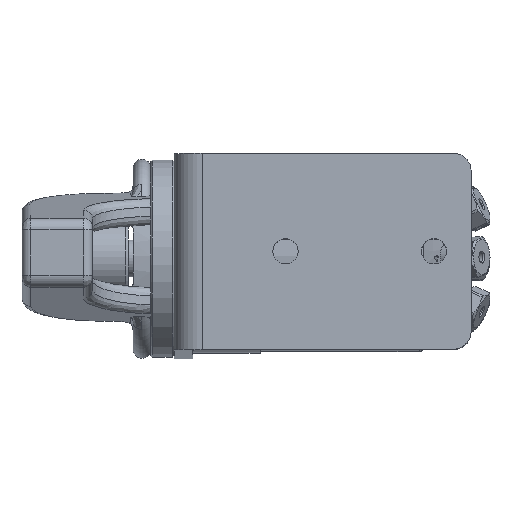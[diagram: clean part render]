
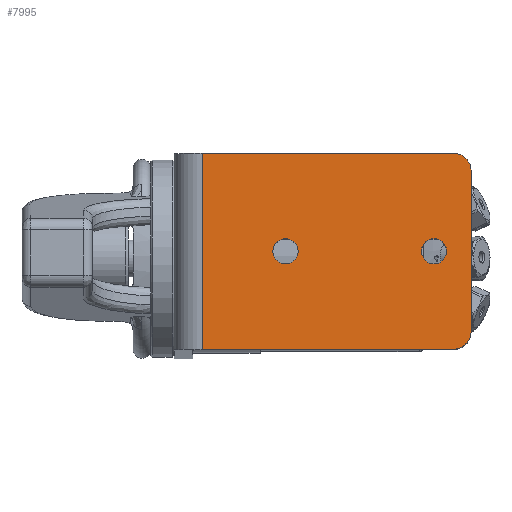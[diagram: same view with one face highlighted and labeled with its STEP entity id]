
A CAD part, front view. The second image highlights one B-rep face of the part: STEP entity #7995.
In plain terms, the highlighted planar face has unit normal (0, -1, 0.027).
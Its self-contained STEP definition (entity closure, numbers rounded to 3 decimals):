
#7641=CARTESIAN_POINT('',(53.684,-0.253,-3.852));
#7642=VERTEX_POINT('',#7641);
#7649=CARTESIAN_POINT('',(56.734,-0.335,-6.901));
#7650=VERTEX_POINT('',#7649);
#7651=CARTESIAN_POINT('',(53.684,-0.335,-6.901));
#7652=DIRECTION('',(0.,1.,-0.027));
#7653=DIRECTION('',(0.707,0.019,0.707));
#7654=AXIS2_PLACEMENT_3D('',#7651,#7652,#7653);
#7655=CIRCLE('',#7654,3.05);
#7656=EDGE_CURVE('',#7642,#7650,#7655,.T.);
#7673=CARTESIAN_POINT('',(56.734,-1.078,-34.319));
#7674=VERTEX_POINT('',#7673);
#7675=CARTESIAN_POINT('',(56.734,-0.335,-6.901));
#7676=DIRECTION('',(0.,-0.027,-1.));
#7677=VECTOR('',#7676,27.428);
#7678=LINE('',#7675,#7677);
#7679=EDGE_CURVE('',#7650,#7674,#7678,.T.);
#7713=CARTESIAN_POINT('',(53.684,-1.161,-37.368));
#7714=VERTEX_POINT('',#7713);
#7715=CARTESIAN_POINT('',(53.684,-1.078,-34.319));
#7716=DIRECTION('',(0.,1.,-0.027));
#7717=DIRECTION('',(0.707,-0.019,-0.707));
#7718=AXIS2_PLACEMENT_3D('',#7715,#7716,#7717);
#7719=CIRCLE('',#7718,3.05);
#7720=EDGE_CURVE('',#7674,#7714,#7719,.T.);
#7937=CARTESIAN_POINT('',(22.824,-0.707,-20.61));
#7938=VERTEX_POINT('',#7937);
#7939=CARTESIAN_POINT('',(24.984,-0.707,-20.61));
#7940=DIRECTION('',(0.0,1.,-0.027));
#7941=DIRECTION('',(1.0,0.0,0.0));
#7942=AXIS2_PLACEMENT_3D('',#7939,#7940,#7941);
#7943=CIRCLE('',#7942,2.16);
#7944=EDGE_CURVE('',#7938,#7938,#7943,.T.);
#7949=CARTESIAN_POINT('',(5.934,-0.253,-3.852));
#7950=DIRECTION('',(0.,-1.,0.027));
#7951=DIRECTION('',(0.,-0.027,-1.));
#7952=AXIS2_PLACEMENT_3D('',#7949,#7950,#7951);
#7953=PLANE('',#7952);
#7954=CARTESIAN_POINT('',(10.764,-1.161,-37.368));
#7955=VERTEX_POINT('',#7954);
#7956=CARTESIAN_POINT('',(10.764,-0.253,-3.852));
#7957=VERTEX_POINT('',#7956);
#7958=CARTESIAN_POINT('',(10.764,-1.161,-37.368));
#7959=DIRECTION('',(0.,0.027,1.));
#7960=VECTOR('',#7959,33.528);
#7961=LINE('',#7958,#7960);
#7962=EDGE_CURVE('',#7955,#7957,#7961,.T.);
#7963=ORIENTED_EDGE('',*,*,#7962,.F.);
#7964=CARTESIAN_POINT('',(10.764,-1.161,-37.368));
#7965=DIRECTION('',(1.0,0.0,0.0));
#7966=VECTOR('',#7965,42.92);
#7967=LINE('',#7964,#7966);
#7968=EDGE_CURVE('',#7955,#7714,#7967,.T.);
#7969=ORIENTED_EDGE('',*,*,#7968,.T.);
#7970=ORIENTED_EDGE('',*,*,#7720,.F.);
#7971=ORIENTED_EDGE('',*,*,#7679,.F.);
#7972=ORIENTED_EDGE('',*,*,#7656,.F.);
#7973=CARTESIAN_POINT('',(10.764,-0.253,-3.852));
#7974=DIRECTION('',(1.0,0.0,0.0));
#7975=VECTOR('',#7974,42.92);
#7976=LINE('',#7973,#7975);
#7977=EDGE_CURVE('',#7957,#7642,#7976,.T.);
#7978=ORIENTED_EDGE('',*,*,#7977,.F.);
#7979=EDGE_LOOP('',(#7963,#7969,#7970,#7971,#7972,#7978));
#7980=FACE_OUTER_BOUND('',#7979,.T.);
#7981=ORIENTED_EDGE('',*,*,#7944,.T.);
#7982=EDGE_LOOP('',(#7981));
#7983=FACE_BOUND('',#7982,.T.);
#7984=CARTESIAN_POINT('',(48.224,-0.707,-20.61));
#7985=VERTEX_POINT('',#7984);
#7986=CARTESIAN_POINT('',(50.384,-0.707,-20.61));
#7987=DIRECTION('',(0.0,1.,-0.027));
#7988=DIRECTION('',(1.0,0.0,0.0));
#7989=AXIS2_PLACEMENT_3D('',#7986,#7987,#7988);
#7990=CIRCLE('',#7989,2.16);
#7991=EDGE_CURVE('',#7985,#7985,#7990,.T.);
#7992=ORIENTED_EDGE('',*,*,#7991,.T.);
#7993=EDGE_LOOP('',(#7992));
#7994=FACE_BOUND('',#7993,.T.);
#7995=ADVANCED_FACE('',(#7980,#7983,#7994),#7953,.T.);
